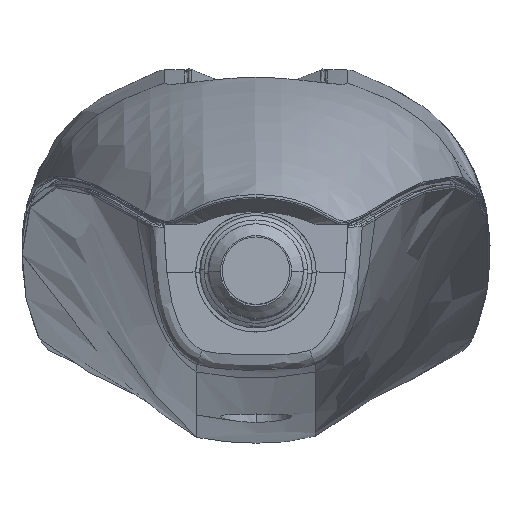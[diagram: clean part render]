
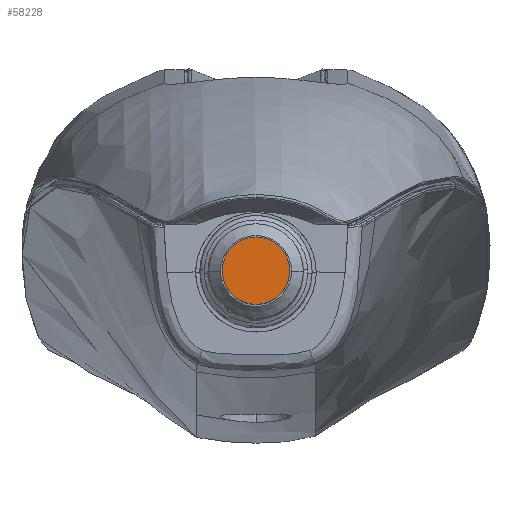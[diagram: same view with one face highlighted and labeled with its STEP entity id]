
A CAD part, top view. The second image highlights one B-rep face of the part: STEP entity #58228.
In plain terms, the highlighted planar face has unit normal (0, 0, 1).
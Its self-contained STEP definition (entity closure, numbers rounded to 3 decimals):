
#19958 = CARTESIAN_POINT ( 'NONE',  ( -2.85, 5.4, 53.2 ) ) ;
#19963 = DIRECTION ( 'NONE',  ( -1., 0., 0. ) ) ;
#19969 = CARTESIAN_POINT ( 'NONE',  ( 0., 5.4, 53.2 ) ) ;
#19977 = CIRCLE ( 'NONE', #19980, 2.85 ) ;
#19980 = AXIS2_PLACEMENT_3D ( 'NONE', #19969, #19981, #19963 ) ;
#19981 = DIRECTION ( 'NONE',  ( 0., 0., -1. ) ) ;
#24324 = CARTESIAN_POINT ( 'NONE',  ( 2.85, 5.4, 53.2 ) ) ;
#54712 = EDGE_CURVE ( 'NONE', #54875, #54714, #19977, .T. ) ;
#54714 = VERTEX_POINT ( 'NONE', #19958 ) ;
#54875 = VERTEX_POINT ( 'NONE', #24324 ) ;
#57926 = EDGE_CURVE ( 'NONE', #54714, #54875, #60406, .T. ) ;
#58170 = ORIENTED_EDGE ( 'NONE', *, *, #54712, .F. ) ;
#58228 = ADVANCED_FACE ( 'NONE', ( #61437 ), #61434, .T. ) ;
#58229 = ORIENTED_EDGE ( 'NONE', *, *, #57926, .F. ) ;
#58266 = EDGE_LOOP ( 'NONE', ( #58229, #58170 ) ) ;
#60401 = DIRECTION ( 'NONE',  ( 0., 0., -1. ) ) ;
#60403 = CARTESIAN_POINT ( 'NONE',  ( 0., 5.4, 53.2 ) ) ;
#60404 = AXIS2_PLACEMENT_3D ( 'NONE', #60403, #60401, #60462 ) ;
#60406 = CIRCLE ( 'NONE', #60404, 2.85 ) ;
#60462 = DIRECTION ( 'NONE',  ( -1., 0., 0. ) ) ;
#61426 = DIRECTION ( 'NONE',  ( -1., 0., 0. ) ) ;
#61427 = DIRECTION ( 'NONE',  ( 0., 0., 1. ) ) ;
#61428 = AXIS2_PLACEMENT_3D ( 'NONE', #61433, #61427, #61426 ) ;
#61433 = CARTESIAN_POINT ( 'NONE',  ( 0., 5.4, 53.2 ) ) ;
#61434 = PLANE ( 'NONE',  #61428 ) ;
#61437 = FACE_OUTER_BOUND ( 'NONE', #58266, .T. ) ;
